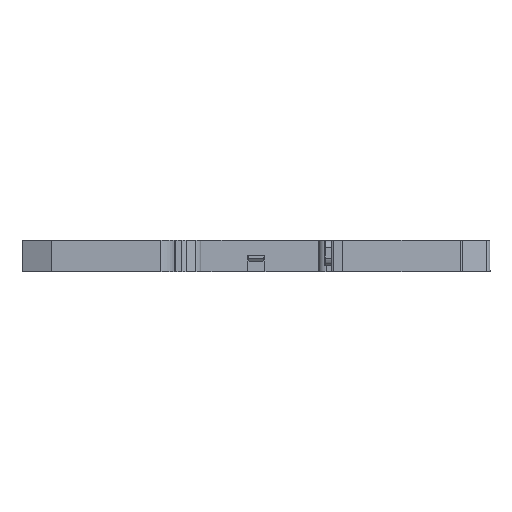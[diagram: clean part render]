
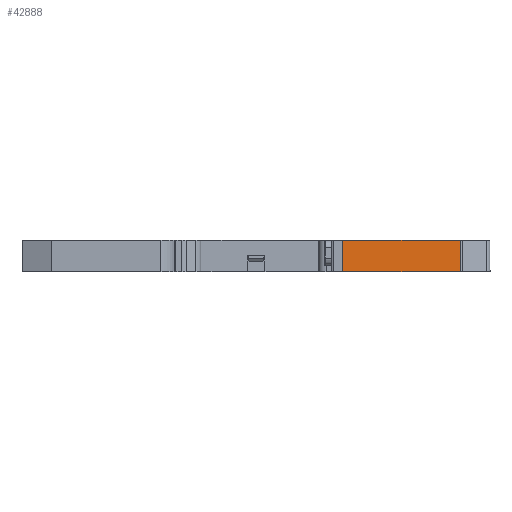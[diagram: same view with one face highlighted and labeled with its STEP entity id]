
A CAD part, front view. The second image highlights one B-rep face of the part: STEP entity #42888.
In plain terms, the highlighted planar face has unit normal (0.051, -0.999, 0).
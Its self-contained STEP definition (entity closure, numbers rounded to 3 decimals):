
#6801=DIRECTION('',(0.999,0.051,0.));
#6802=VECTOR('',#6801,23.471);
#6803=CARTESIAN_POINT('',(17.18,-10.,0.));
#6804=LINE('',#6803,#6802);
#7958=DIRECTION('',(-0.999,-0.051,0.));
#7959=VECTOR('',#7958,23.471);
#7960=CARTESIAN_POINT('',(40.621,-8.809,6.2));
#7961=LINE('',#7960,#7959);
#9942=DIRECTION('',(0.,0.,1.));
#9943=VECTOR('',#9942,6.2);
#9944=CARTESIAN_POINT('',(40.621,-8.809,0.));
#9945=LINE('',#9944,#9943);
#9958=DIRECTION('',(0.,0.,-1.));
#9959=VECTOR('',#9958,6.2);
#9960=CARTESIAN_POINT('',(17.18,-10.,6.2));
#9961=LINE('',#9960,#9959);
#21581=CARTESIAN_POINT('',(17.18,-10.,0.));
#21582=VERTEX_POINT('',#21581);
#21583=CARTESIAN_POINT('',(40.621,-8.809,0.));
#21584=VERTEX_POINT('',#21583);
#22164=CARTESIAN_POINT('',(40.621,-8.809,6.2));
#22165=VERTEX_POINT('',#22164);
#22166=CARTESIAN_POINT('',(17.18,-10.,6.2));
#22167=VERTEX_POINT('',#22166);
#42876=CARTESIAN_POINT('',(40.621,-8.809,6.2));
#42877=DIRECTION('',(0.051,-0.999,0.));
#42878=DIRECTION('',(-0.999,-0.051,0.));
#42879=AXIS2_PLACEMENT_3D('',#42876,#42877,#42878);
#42880=PLANE('',#42879);
#42881=ORIENTED_EDGE('',*,*,#37184,.F.);
#42883=ORIENTED_EDGE('',*,*,#42882,.F.);
#42884=ORIENTED_EDGE('',*,*,#38651,.F.);
#42885=ORIENTED_EDGE('',*,*,#42862,.F.);
#42886=EDGE_LOOP('',(#42881,#42883,#42884,#42885));
#42887=FACE_OUTER_BOUND('',#42886,.F.);
#42888=ADVANCED_FACE('',(#42887),#42880,.T.);
#37184=EDGE_CURVE('',#21582,#21584,#6804,.T.);
#38651=EDGE_CURVE('',#22165,#22167,#7961,.T.);
#42862=EDGE_CURVE('',#21584,#22165,#9945,.T.);
#42882=EDGE_CURVE('',#22167,#21582,#9961,.T.);
